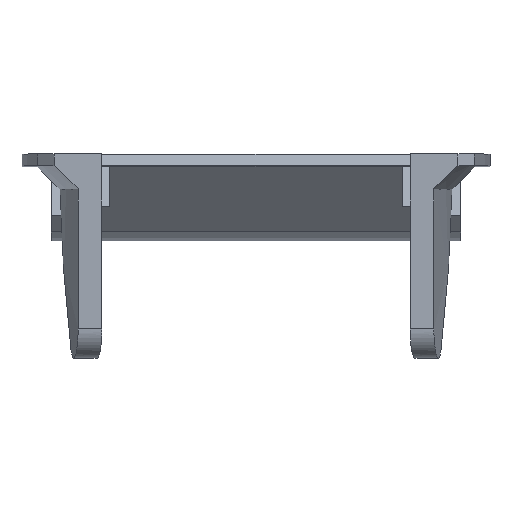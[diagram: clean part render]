
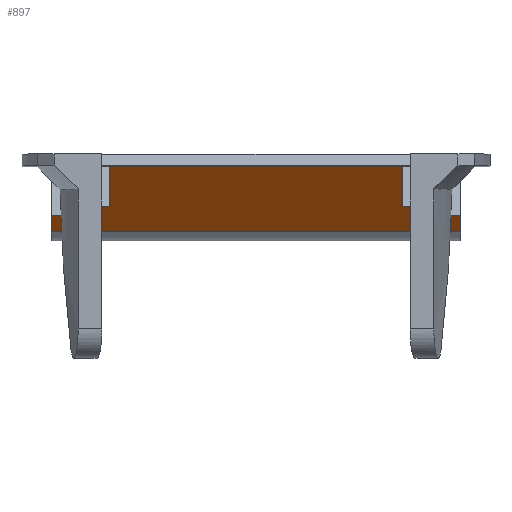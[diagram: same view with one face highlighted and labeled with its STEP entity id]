
A CAD part, top view. The second image highlights one B-rep face of the part: STEP entity #897.
In plain terms, the highlighted planar face has unit normal (0, -0.92, 0.391).
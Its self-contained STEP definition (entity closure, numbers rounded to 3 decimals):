
#44=LINE('',#1271,#130);
#72=LINE('',#1534,#158);
#73=LINE('',#1540,#159);
#84=LINE('',#1566,#170);
#87=LINE('',#1572,#173);
#89=LINE('',#1576,#175);
#92=LINE('',#1581,#178);
#97=LINE('',#1591,#183);
#98=LINE('',#1593,#184);
#103=LINE('',#1608,#189);
#104=LINE('',#1610,#190);
#105=LINE('',#1611,#191);
#130=VECTOR('',#992,10.);
#158=VECTOR('',#1038,10.);
#159=VECTOR('',#1045,10.);
#170=VECTOR('',#1064,10.);
#173=VECTOR('',#1069,10.);
#175=VECTOR('',#1073,10.);
#178=VECTOR('',#1078,10.);
#183=VECTOR('',#1089,10.);
#184=VECTOR('',#1092,10.);
#189=VECTOR('',#1111,10.);
#190=VECTOR('',#1114,10.);
#191=VECTOR('',#1115,10.);
#224=PLANE('',#959);
#263=FACE_OUTER_BOUND('',#312,.T.);
#312=EDGE_LOOP('',(#748,#749,#750,#751,#752,#753,#754,#755,#756,#757,#758,
#759));
#395=VERTEX_POINT('',#1268);
#396=VERTEX_POINT('',#1270);
#423=VERTEX_POINT('',#1531);
#424=VERTEX_POINT('',#1533);
#425=VERTEX_POINT('',#1537);
#426=VERTEX_POINT('',#1539);
#436=VERTEX_POINT('',#1563);
#437=VERTEX_POINT('',#1565);
#438=VERTEX_POINT('',#1569);
#439=VERTEX_POINT('',#1571);
#440=VERTEX_POINT('',#1575);
#441=VERTEX_POINT('',#1579);
#485=EDGE_CURVE('',#395,#396,#44,.T.);
#528=EDGE_CURVE('',#423,#424,#72,.T.);
#531=EDGE_CURVE('',#425,#426,#73,.T.);
#543=EDGE_CURVE('',#436,#437,#84,.T.);
#546=EDGE_CURVE('',#438,#439,#87,.T.);
#548=EDGE_CURVE('',#396,#440,#89,.T.);
#551=EDGE_CURVE('',#441,#395,#92,.T.);
#556=EDGE_CURVE('',#423,#437,#97,.T.);
#557=EDGE_CURVE('',#440,#436,#98,.T.);
#565=EDGE_CURVE('',#438,#426,#103,.T.);
#566=EDGE_CURVE('',#425,#424,#104,.T.);
#567=EDGE_CURVE('',#439,#441,#105,.T.);
#748=ORIENTED_EDGE('',*,*,#566,.T.);
#749=ORIENTED_EDGE('',*,*,#528,.F.);
#750=ORIENTED_EDGE('',*,*,#556,.T.);
#751=ORIENTED_EDGE('',*,*,#543,.F.);
#752=ORIENTED_EDGE('',*,*,#557,.F.);
#753=ORIENTED_EDGE('',*,*,#548,.F.);
#754=ORIENTED_EDGE('',*,*,#485,.F.);
#755=ORIENTED_EDGE('',*,*,#551,.F.);
#756=ORIENTED_EDGE('',*,*,#567,.F.);
#757=ORIENTED_EDGE('',*,*,#546,.F.);
#758=ORIENTED_EDGE('',*,*,#565,.T.);
#759=ORIENTED_EDGE('',*,*,#531,.F.);
#897=ADVANCED_FACE('',(#263),#224,.T.);
#959=AXIS2_PLACEMENT_3D('',#1609,#1112,#1113);
#992=DIRECTION('',(1.,0.,0.));
#1038=DIRECTION('',(0.,-0.391,-0.921));
#1045=DIRECTION('',(0.,0.391,0.921));
#1064=DIRECTION('',(0.,-0.391,-0.921));
#1069=DIRECTION('',(0.,0.391,0.921));
#1073=DIRECTION('',(0.,-0.391,-0.921));
#1078=DIRECTION('',(0.,0.391,0.921));
#1089=DIRECTION('',(-1.,0.,0.));
#1092=DIRECTION('',(1.,0.,0.));
#1111=DIRECTION('',(-1.,0.,0.));
#1112=DIRECTION('center_axis',(0.,-0.921,0.391));
#1113=DIRECTION('ref_axis',(0.,-0.391,-0.921));
#1114=DIRECTION('',(1.,0.,0.));
#1115=DIRECTION('',(1.,0.,0.));
#1268=CARTESIAN_POINT('',(-12.5,-3.6,1.677));
#1270=CARTESIAN_POINT('',(12.5,-3.6,1.677));
#1271=CARTESIAN_POINT('',(0.,-3.6,1.677));
#1531=CARTESIAN_POINT('',(17.5,-7.834,-8.297));
#1533=CARTESIAN_POINT('',(17.5,-9.205,-11.528));
#1534=CARTESIAN_POINT('',(17.5,-9.205,-11.528));
#1537=CARTESIAN_POINT('',(-17.5,-9.205,-11.528));
#1539=CARTESIAN_POINT('',(-17.5,-7.834,-8.297));
#1540=CARTESIAN_POINT('',(-17.5,-9.205,-11.528));
#1563=CARTESIAN_POINT('',(15.5,-7.048,-6.446));
#1565=CARTESIAN_POINT('',(15.5,-7.834,-8.297));
#1566=CARTESIAN_POINT('',(15.5,-9.205,-11.528));
#1569=CARTESIAN_POINT('',(-15.5,-7.834,-8.297));
#1571=CARTESIAN_POINT('',(-15.5,-7.048,-6.446));
#1572=CARTESIAN_POINT('',(-15.5,-9.205,-11.528));
#1575=CARTESIAN_POINT('',(12.5,-7.048,-6.446));
#1576=CARTESIAN_POINT('',(12.5,-9.205,-11.528));
#1579=CARTESIAN_POINT('',(-12.5,-7.048,-6.446));
#1581=CARTESIAN_POINT('',(-12.5,-9.205,-11.528));
#1591=CARTESIAN_POINT('',(0.,-7.834,-8.297));
#1593=CARTESIAN_POINT('',(0.,-7.048,-6.446));
#1608=CARTESIAN_POINT('',(0.,-7.834,-8.297));
#1609=CARTESIAN_POINT('Origin',(0.,-7.834,-8.297));
#1610=CARTESIAN_POINT('',(0.,-9.205,-11.528));
#1611=CARTESIAN_POINT('',(0.,-7.048,-6.446));
